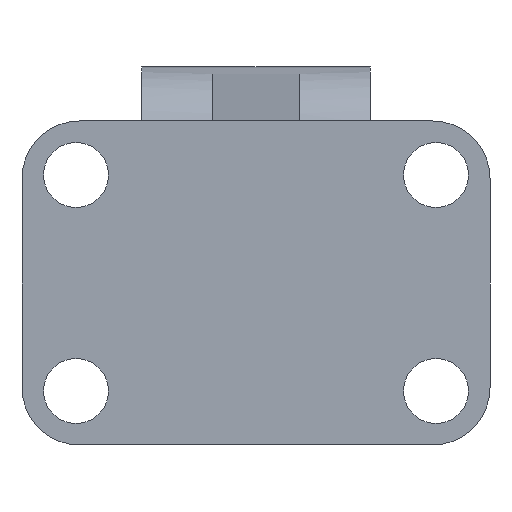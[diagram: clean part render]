
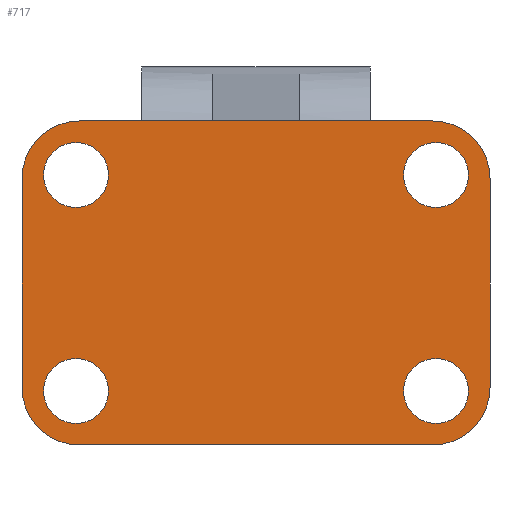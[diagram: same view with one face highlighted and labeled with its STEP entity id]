
A CAD part, front view. The second image highlights one B-rep face of the part: STEP entity #717.
In plain terms, the highlighted planar face has unit normal (0, -1, 0).
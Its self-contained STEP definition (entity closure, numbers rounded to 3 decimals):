
#41=LINE('',#1016,#68);
#45=LINE('',#1026,#72);
#48=LINE('',#1034,#75);
#51=LINE('',#1042,#78);
#68=VECTOR('',#853,1000.);
#72=VECTOR('',#863,1000.);
#75=VECTOR('',#872,1000.);
#78=VECTOR('',#881,1000.);
#87=PLANE('',#768);
#154=ORIENTED_EDGE('',*,*,#253,.T.);
#155=ORIENTED_EDGE('',*,*,#254,.T.);
#156=ORIENTED_EDGE('',*,*,#255,.T.);
#157=ORIENTED_EDGE('',*,*,#256,.T.);
#158=ORIENTED_EDGE('',*,*,#237,.F.);
#159=ORIENTED_EDGE('',*,*,#252,.F.);
#160=ORIENTED_EDGE('',*,*,#250,.F.);
#161=ORIENTED_EDGE('',*,*,#248,.F.);
#162=ORIENTED_EDGE('',*,*,#246,.F.);
#163=ORIENTED_EDGE('',*,*,#244,.F.);
#164=ORIENTED_EDGE('',*,*,#242,.F.);
#165=ORIENTED_EDGE('',*,*,#240,.F.);
#237=EDGE_CURVE('',#293,#294,#41,.T.);
#240=EDGE_CURVE('',#294,#295,#327,.T.);
#242=EDGE_CURVE('',#295,#296,#45,.T.);
#244=EDGE_CURVE('',#296,#297,#328,.T.);
#246=EDGE_CURVE('',#297,#298,#48,.T.);
#248=EDGE_CURVE('',#298,#299,#329,.T.);
#250=EDGE_CURVE('',#299,#300,#51,.T.);
#252=EDGE_CURVE('',#300,#293,#330,.T.);
#253=EDGE_CURVE('',#301,#301,#331,.T.);
#254=EDGE_CURVE('',#302,#302,#332,.T.);
#255=EDGE_CURVE('',#303,#303,#333,.T.);
#256=EDGE_CURVE('',#304,#304,#334,.T.);
#293=VERTEX_POINT('',#1017);
#294=VERTEX_POINT('',#1018);
#295=VERTEX_POINT('',#1023);
#296=VERTEX_POINT('',#1027);
#297=VERTEX_POINT('',#1031);
#298=VERTEX_POINT('',#1035);
#299=VERTEX_POINT('',#1039);
#300=VERTEX_POINT('',#1043);
#301=VERTEX_POINT('',#1049);
#302=VERTEX_POINT('',#1051);
#303=VERTEX_POINT('',#1053);
#304=VERTEX_POINT('',#1055);
#327=CIRCLE('',#758,8.);
#328=CIRCLE('',#761,8.);
#329=CIRCLE('',#764,8.);
#330=CIRCLE('',#767,8.);
#331=CIRCLE('',#769,4.5);
#332=CIRCLE('',#770,4.5);
#333=CIRCLE('',#771,4.5);
#334=CIRCLE('',#772,4.5);
#366=EDGE_LOOP('',(#154));
#367=EDGE_LOOP('',(#155));
#368=EDGE_LOOP('',(#156));
#369=EDGE_LOOP('',(#157));
#370=EDGE_LOOP('',(#158,#159,#160,#161,#162,#163,#164,#165));
#425=FACE_BOUND('',#366,.T.);
#426=FACE_BOUND('',#367,.T.);
#427=FACE_BOUND('',#368,.T.);
#428=FACE_BOUND('',#369,.T.);
#429=FACE_BOUND('',#370,.T.);
#717=ADVANCED_FACE('',(#425,#426,#427,#428,#429),#87,.F.);
#758=AXIS2_PLACEMENT_3D('',#1022,#858,#859);
#761=AXIS2_PLACEMENT_3D('',#1030,#867,#868);
#764=AXIS2_PLACEMENT_3D('',#1038,#876,#877);
#767=AXIS2_PLACEMENT_3D('',#1046,#885,#886);
#768=AXIS2_PLACEMENT_3D('',#1047,#887,#888);
#769=AXIS2_PLACEMENT_3D('',#1048,#889,#890);
#770=AXIS2_PLACEMENT_3D('',#1050,#891,#892);
#771=AXIS2_PLACEMENT_3D('',#1052,#893,#894);
#772=AXIS2_PLACEMENT_3D('',#1054,#895,#896);
#853=DIRECTION('',(0.,0.,1.));
#858=DIRECTION('',(0.,1.,0.));
#859=DIRECTION('',(1.,0.,0.));
#863=DIRECTION('',(1.,0.,0.));
#867=DIRECTION('',(0.,1.,0.));
#868=DIRECTION('',(1.,0.,0.));
#872=DIRECTION('',(0.,0.,-1.));
#876=DIRECTION('',(0.,1.,0.));
#877=DIRECTION('',(1.,0.,0.));
#881=DIRECTION('',(-1.,0.,0.));
#885=DIRECTION('',(0.,1.,0.));
#886=DIRECTION('',(1.,0.,0.));
#887=DIRECTION('',(0.,1.,0.));
#888=DIRECTION('',(0.,0.,1.));
#889=DIRECTION('',(0.,1.,0.));
#890=DIRECTION('',(0.,0.,1.));
#891=DIRECTION('',(0.,1.,0.));
#892=DIRECTION('',(0.,0.,1.));
#893=DIRECTION('',(0.,1.,0.));
#894=DIRECTION('',(0.,0.,1.));
#895=DIRECTION('',(0.,1.,0.));
#896=DIRECTION('',(0.,0.,1.));
#1016=CARTESIAN_POINT('',(-32.5,0.,-14.5));
#1017=CARTESIAN_POINT('',(-32.5,0.,-14.5));
#1018=CARTESIAN_POINT('',(-32.5,0.,14.5));
#1022=CARTESIAN_POINT('',(-24.5,0.,14.5));
#1023=CARTESIAN_POINT('',(-24.5,0.,22.5));
#1026=CARTESIAN_POINT('',(-24.5,0.,22.5));
#1027=CARTESIAN_POINT('',(24.5,0.,22.5));
#1030=CARTESIAN_POINT('',(24.5,0.,14.5));
#1031=CARTESIAN_POINT('',(32.5,0.,14.5));
#1034=CARTESIAN_POINT('',(32.5,0.,14.5));
#1035=CARTESIAN_POINT('',(32.5,0.,-14.5));
#1038=CARTESIAN_POINT('',(24.5,0.,-14.5));
#1039=CARTESIAN_POINT('',(24.5,0.,-22.5));
#1042=CARTESIAN_POINT('',(24.5,0.,-22.5));
#1043=CARTESIAN_POINT('',(-24.5,0.,-22.5));
#1046=CARTESIAN_POINT('',(-24.5,0.,-14.5));
#1047=CARTESIAN_POINT('',(-24.5,0.,14.5));
#1048=CARTESIAN_POINT('',(25.,0.,-15.));
#1049=CARTESIAN_POINT('',(25.,0.,-10.5));
#1050=CARTESIAN_POINT('',(-25.,0.,-15.));
#1051=CARTESIAN_POINT('',(-25.,0.,-10.5));
#1052=CARTESIAN_POINT('',(25.,0.,15.));
#1053=CARTESIAN_POINT('',(25.,0.,19.5));
#1054=CARTESIAN_POINT('',(-25.,0.,15.));
#1055=CARTESIAN_POINT('',(-25.,0.,19.5));
